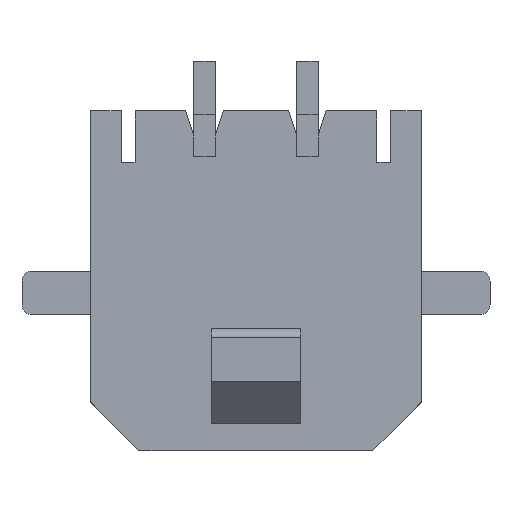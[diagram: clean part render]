
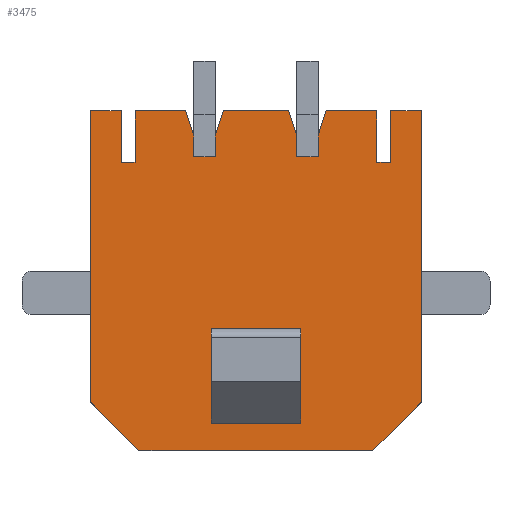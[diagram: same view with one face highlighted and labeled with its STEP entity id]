
A CAD part, top view. The second image highlights one B-rep face of the part: STEP entity #3475.
In plain terms, the highlighted planar face has unit normal (0, 0, 1).
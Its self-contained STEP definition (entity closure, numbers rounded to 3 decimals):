
#109=ORIENTED_EDGE('',*,*,#1127,.T.);
#110=ORIENTED_EDGE('',*,*,#1128,.T.);
#111=ORIENTED_EDGE('',*,*,#1129,.F.);
#112=ORIENTED_EDGE('',*,*,#1130,.F.);
#113=ORIENTED_EDGE('',*,*,#1131,.T.);
#114=ORIENTED_EDGE('',*,*,#1132,.T.);
#115=ORIENTED_EDGE('',*,*,#1119,.T.);
#116=ORIENTED_EDGE('',*,*,#1133,.T.);
#117=ORIENTED_EDGE('',*,*,#1134,.T.);
#118=ORIENTED_EDGE('',*,*,#1135,.T.);
#119=ORIENTED_EDGE('',*,*,#1136,.T.);
#120=ORIENTED_EDGE('',*,*,#1137,.T.);
#121=ORIENTED_EDGE('',*,*,#1138,.T.);
#122=ORIENTED_EDGE('',*,*,#1139,.F.);
#123=ORIENTED_EDGE('',*,*,#1140,.F.);
#124=ORIENTED_EDGE('',*,*,#1141,.F.);
#125=ORIENTED_EDGE('',*,*,#1142,.T.);
#126=ORIENTED_EDGE('',*,*,#1143,.F.);
#127=ORIENTED_EDGE('',*,*,#1144,.F.);
#128=ORIENTED_EDGE('',*,*,#1145,.F.);
#129=ORIENTED_EDGE('',*,*,#1146,.T.);
#130=ORIENTED_EDGE('',*,*,#1147,.T.);
#131=ORIENTED_EDGE('',*,*,#1148,.T.);
#132=ORIENTED_EDGE('',*,*,#1149,.T.);
#133=ORIENTED_EDGE('',*,*,#1150,.T.);
#134=ORIENTED_EDGE('',*,*,#1151,.T.);
#135=ORIENTED_EDGE('',*,*,#1125,.T.);
#136=ORIENTED_EDGE('',*,*,#1152,.T.);
#137=ORIENTED_EDGE('',*,*,#1153,.T.);
#138=ORIENTED_EDGE('',*,*,#1098,.T.);
#1098=EDGE_CURVE('',#1605,#1607,#1937,.T.);
#1119=EDGE_CURVE('',#1628,#1629,#1958,.T.);
#1125=EDGE_CURVE('',#1635,#1634,#1964,.T.);
#1127=EDGE_CURVE('',#1636,#1637,#1966,.T.);
#1128=EDGE_CURVE('',#1637,#1638,#1967,.T.);
#1129=EDGE_CURVE('',#1639,#1638,#1968,.T.);
#1130=EDGE_CURVE('',#1636,#1639,#1969,.T.);
#1131=EDGE_CURVE('',#1607,#1640,#1970,.T.);
#1132=EDGE_CURVE('',#1640,#1628,#1971,.T.);
#1133=EDGE_CURVE('',#1629,#1641,#1972,.T.);
#1134=EDGE_CURVE('',#1641,#1642,#1973,.T.);
#1135=EDGE_CURVE('',#1642,#1643,#1974,.T.);
#1136=EDGE_CURVE('',#1643,#1644,#1975,.T.);
#1137=EDGE_CURVE('',#1644,#1645,#1976,.T.);
#1138=EDGE_CURVE('',#1645,#1646,#1977,.T.);
#1139=EDGE_CURVE('',#1647,#1646,#1978,.T.);
#1140=EDGE_CURVE('',#1648,#1647,#1979,.T.);
#1141=EDGE_CURVE('',#1649,#1648,#1980,.T.);
#1142=EDGE_CURVE('',#1649,#1650,#1981,.T.);
#1143=EDGE_CURVE('',#1651,#1650,#1982,.T.);
#1144=EDGE_CURVE('',#1652,#1651,#1983,.T.);
#1145=EDGE_CURVE('',#1653,#1652,#1984,.T.);
#1146=EDGE_CURVE('',#1653,#1654,#1985,.T.);
#1147=EDGE_CURVE('',#1654,#1655,#1986,.T.);
#1148=EDGE_CURVE('',#1655,#1656,#1987,.T.);
#1149=EDGE_CURVE('',#1656,#1657,#1988,.T.);
#1150=EDGE_CURVE('',#1657,#1658,#1989,.T.);
#1151=EDGE_CURVE('',#1658,#1635,#1990,.T.);
#1152=EDGE_CURVE('',#1634,#1659,#1991,.T.);
#1153=EDGE_CURVE('',#1659,#1605,#1992,.T.);
#1605=VERTEX_POINT('',#5006);
#1607=VERTEX_POINT('',#5010);
#1628=VERTEX_POINT('',#5059);
#1629=VERTEX_POINT('',#5060);
#1634=VERTEX_POINT('',#5071);
#1635=VERTEX_POINT('',#5073);
#1636=VERTEX_POINT('',#5077);
#1637=VERTEX_POINT('',#5078);
#1638=VERTEX_POINT('',#5080);
#1639=VERTEX_POINT('',#5082);
#1640=VERTEX_POINT('',#5085);
#1641=VERTEX_POINT('',#5088);
#1642=VERTEX_POINT('',#5090);
#1643=VERTEX_POINT('',#5092);
#1644=VERTEX_POINT('',#5094);
#1645=VERTEX_POINT('',#5096);
#1646=VERTEX_POINT('',#5098);
#1647=VERTEX_POINT('',#5100);
#1648=VERTEX_POINT('',#5102);
#1649=VERTEX_POINT('',#5104);
#1650=VERTEX_POINT('',#5106);
#1651=VERTEX_POINT('',#5108);
#1652=VERTEX_POINT('',#5110);
#1653=VERTEX_POINT('',#5112);
#1654=VERTEX_POINT('',#5114);
#1655=VERTEX_POINT('',#5116);
#1656=VERTEX_POINT('',#5118);
#1657=VERTEX_POINT('',#5120);
#1658=VERTEX_POINT('',#5122);
#1659=VERTEX_POINT('',#5125);
#1937=LINE('',#5011,#2430);
#1958=LINE('',#5058,#2451);
#1964=LINE('',#5072,#2457);
#1966=LINE('',#5076,#2459);
#1967=LINE('',#5079,#2460);
#1968=LINE('',#5081,#2461);
#1969=LINE('',#5083,#2462);
#1970=LINE('',#5084,#2463);
#1971=LINE('',#5086,#2464);
#1972=LINE('',#5087,#2465);
#1973=LINE('',#5089,#2466);
#1974=LINE('',#5091,#2467);
#1975=LINE('',#5093,#2468);
#1976=LINE('',#5095,#2469);
#1977=LINE('',#5097,#2470);
#1978=LINE('',#5099,#2471);
#1979=LINE('',#5101,#2472);
#1980=LINE('',#5103,#2473);
#1981=LINE('',#5105,#2474);
#1982=LINE('',#5107,#2475);
#1983=LINE('',#5109,#2476);
#1984=LINE('',#5111,#2477);
#1985=LINE('',#5113,#2478);
#1986=LINE('',#5115,#2479);
#1987=LINE('',#5117,#2480);
#1988=LINE('',#5119,#2481);
#1989=LINE('',#5121,#2482);
#1990=LINE('',#5123,#2483);
#1991=LINE('',#5124,#2484);
#1992=LINE('',#5126,#2485);
#2430=VECTOR('',#4102,1000.);
#2451=VECTOR('',#4135,1000.);
#2457=VECTOR('',#4143,1000.);
#2459=VECTOR('',#4147,1000.);
#2460=VECTOR('',#4148,1000.);
#2461=VECTOR('',#4149,1000.);
#2462=VECTOR('',#4150,1000.);
#2463=VECTOR('',#4151,1000.);
#2464=VECTOR('',#4152,1000.);
#2465=VECTOR('',#4153,1000.);
#2466=VECTOR('',#4154,1000.);
#2467=VECTOR('',#4155,1000.);
#2468=VECTOR('',#4156,1000.);
#2469=VECTOR('',#4157,1000.);
#2470=VECTOR('',#4158,1000.);
#2471=VECTOR('',#4159,1000.);
#2472=VECTOR('',#4160,1000.);
#2473=VECTOR('',#4161,1000.);
#2474=VECTOR('',#4162,1000.);
#2475=VECTOR('',#4163,1000.);
#2476=VECTOR('',#4164,1000.);
#2477=VECTOR('',#4165,1000.);
#2478=VECTOR('',#4166,1000.);
#2479=VECTOR('',#4167,1000.);
#2480=VECTOR('',#4168,1000.);
#2481=VECTOR('',#4169,1000.);
#2482=VECTOR('',#4170,1000.);
#2483=VECTOR('',#4171,1000.);
#2484=VECTOR('',#4172,1000.);
#2485=VECTOR('',#4173,1000.);
#2921=EDGE_LOOP('',(#109,#110,#111,#112));
#2922=EDGE_LOOP('',(#113,#114,#115,#116,#117,#118,#119,#120,#121,#122,#123,
#124,#125,#126,#127,#128,#129,#130,#131,#132,#133,#134,#135,#136,#137,#138));
#3112=FACE_BOUND('',#2921,.T.);
#3113=FACE_BOUND('',#2922,.T.);
#3302=PLANE('',#3891);
#3475=ADVANCED_FACE('',(#3112,#3113),#3302,.T.);
#3891=AXIS2_PLACEMENT_3D('',#5075,#4145,#4146);
#4102=DIRECTION('',(-1.,0.,0.));
#4135=DIRECTION('',(-1.,0.,0.));
#4143=DIRECTION('',(-1.,0.,0.));
#4145=DIRECTION('',(0.,0.,1.));
#4146=DIRECTION('',(0.,-1.,0.));
#4147=DIRECTION('',(0.,-1.,0.));
#4148=DIRECTION('',(-1.,0.,0.));
#4149=DIRECTION('',(0.,-1.,0.));
#4150=DIRECTION('',(-1.,0.,0.));
#4151=DIRECTION('',(0.,1.,0.));
#4152=DIRECTION('',(-0.312,0.95,0.));
#4153=DIRECTION('',(-0.312,-0.95,0.));
#4154=DIRECTION('',(0.,-1.,0.));
#4155=DIRECTION('',(-1.,0.,0.));
#4156=DIRECTION('',(0.,1.,0.));
#4157=DIRECTION('',(-0.312,0.95,0.));
#4158=DIRECTION('',(-1.,0.,0.));
#4159=DIRECTION('',(0.,1.,0.));
#4160=DIRECTION('',(1.,0.,0.));
#4161=DIRECTION('',(0.,-1.,0.));
#4162=DIRECTION('',(-1.,0.,0.));
#4163=DIRECTION('',(0.,1.,0.));
#4164=DIRECTION('',(-0.707,0.707,0.));
#4165=DIRECTION('',(-1.,0.,0.));
#4166=DIRECTION('',(0.707,0.707,0.));
#4167=DIRECTION('',(0.,1.,0.));
#4168=DIRECTION('',(-1.,0.,0.));
#4169=DIRECTION('',(0.,-1.,0.));
#4170=DIRECTION('',(-1.,0.,0.));
#4171=DIRECTION('',(0.,1.,0.));
#4172=DIRECTION('',(-0.312,-0.95,0.));
#4173=DIRECTION('',(0.,-1.,0.));
#5006=CARTESIAN_POINT('',(1.82,3.61,2.185));
#5010=CARTESIAN_POINT('',(1.18,3.61,2.185));
#5011=CARTESIAN_POINT('',(1.82,3.61,2.185));
#5058=CARTESIAN_POINT('',(4.825,4.95,2.185));
#5059=CARTESIAN_POINT('',(0.95,4.95,2.185));
#5060=CARTESIAN_POINT('',(-0.95,4.95,2.185));
#5071=CARTESIAN_POINT('',(2.05,4.95,2.185));
#5072=CARTESIAN_POINT('',(4.825,4.95,2.185));
#5073=CARTESIAN_POINT('',(3.525,4.95,2.185));
#5075=CARTESIAN_POINT('',(4.825,-4.95,2.185));
#5076=CARTESIAN_POINT('',(1.3,-4.15,2.185));
#5077=CARTESIAN_POINT('',(1.3,-1.4,2.185));
#5078=CARTESIAN_POINT('',(1.3,-4.15,2.185));
#5079=CARTESIAN_POINT('',(1.3,-4.15,2.185));
#5080=CARTESIAN_POINT('',(-1.3,-4.15,2.185));
#5081=CARTESIAN_POINT('',(-1.3,-4.15,2.185));
#5082=CARTESIAN_POINT('',(-1.3,-1.4,2.185));
#5083=CARTESIAN_POINT('',(1.3,-1.4,2.185));
#5084=CARTESIAN_POINT('',(1.18,3.61,2.185));
#5085=CARTESIAN_POINT('',(1.18,4.25,2.185));
#5086=CARTESIAN_POINT('',(1.18,4.25,2.185));
#5087=CARTESIAN_POINT('',(-1.18,4.25,2.185));
#5088=CARTESIAN_POINT('',(-1.18,4.25,2.185));
#5089=CARTESIAN_POINT('',(-1.18,4.25,2.185));
#5090=CARTESIAN_POINT('',(-1.18,3.61,2.185));
#5091=CARTESIAN_POINT('',(-1.18,3.61,2.185));
#5092=CARTESIAN_POINT('',(-1.82,3.61,2.185));
#5093=CARTESIAN_POINT('',(-1.82,3.61,2.185));
#5094=CARTESIAN_POINT('',(-1.82,4.25,2.185));
#5095=CARTESIAN_POINT('',(-1.82,4.25,2.185));
#5096=CARTESIAN_POINT('',(-2.05,4.95,2.185));
#5097=CARTESIAN_POINT('',(4.825,4.95,2.185));
#5098=CARTESIAN_POINT('',(-3.525,4.95,2.185));
#5099=CARTESIAN_POINT('',(-3.525,3.45,2.185));
#5100=CARTESIAN_POINT('',(-3.525,3.45,2.185));
#5101=CARTESIAN_POINT('',(-3.925,3.45,2.185));
#5102=CARTESIAN_POINT('',(-3.925,3.45,2.185));
#5103=CARTESIAN_POINT('',(-3.925,4.95,2.185));
#5104=CARTESIAN_POINT('',(-3.925,4.95,2.185));
#5105=CARTESIAN_POINT('',(4.825,4.95,2.185));
#5106=CARTESIAN_POINT('',(-4.825,4.95,2.185));
#5107=CARTESIAN_POINT('',(-4.825,-4.95,2.185));
#5108=CARTESIAN_POINT('',(-4.825,-3.536,2.185));
#5109=CARTESIAN_POINT('',(-3.411,-4.95,2.185));
#5110=CARTESIAN_POINT('',(-3.411,-4.95,2.185));
#5111=CARTESIAN_POINT('',(4.825,-4.95,2.185));
#5112=CARTESIAN_POINT('',(3.411,-4.95,2.185));
#5113=CARTESIAN_POINT('',(3.411,-4.95,2.185));
#5114=CARTESIAN_POINT('',(4.825,-3.536,2.185));
#5115=CARTESIAN_POINT('',(4.825,-4.95,2.185));
#5116=CARTESIAN_POINT('',(4.825,4.95,2.185));
#5117=CARTESIAN_POINT('',(4.825,4.95,2.185));
#5118=CARTESIAN_POINT('',(3.925,4.95,2.185));
#5119=CARTESIAN_POINT('',(3.925,4.95,2.185));
#5120=CARTESIAN_POINT('',(3.925,3.45,2.185));
#5121=CARTESIAN_POINT('',(3.925,3.45,2.185));
#5122=CARTESIAN_POINT('',(3.525,3.45,2.185));
#5123=CARTESIAN_POINT('',(3.525,3.45,2.185));
#5124=CARTESIAN_POINT('',(1.82,4.25,2.185));
#5125=CARTESIAN_POINT('',(1.82,4.25,2.185));
#5126=CARTESIAN_POINT('',(1.82,4.25,2.185));
